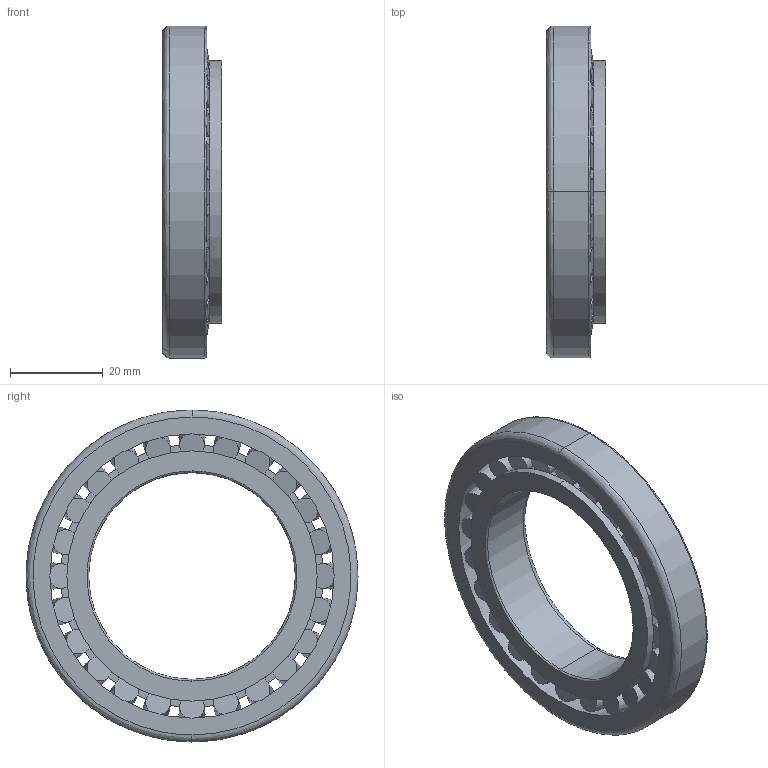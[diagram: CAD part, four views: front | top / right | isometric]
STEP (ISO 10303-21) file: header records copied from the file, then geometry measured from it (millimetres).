
FILE_DESCRIPTION (( 'STEP AP203' ), '1' );
FILE_NAME ('2158103142_Default_sldprt.STEP', '2023-01-20T01:24:49', ( '' ), ( '' ), 'SwSTEP 2.0', 'SolidWorks 2022', '' );
FILE_SCHEMA (( 'CONFIG_CONTROL_DESIGN' ));
Length unit declared in the file: inch
Products named in the file (1): 2158103142_Default_sldprt
Bounding box: 12.7 x 71.44 x 71.44 mm (x, y, z)
Surface area: 15723.5 mm2 (no closed solid volume)
Topology: 0 solids, 27 shells, 120 faces, 196 edges, 128 vertices
Faces by surface type: plane 52, cone 52, bspline 8, cylinder 8
Entity records: 3361 total; most frequent: CARTESIAN_POINT 1029, DIRECTION 542, ORIENTED_EDGE 384, AXIS2_PLACEMENT_3D 241, EDGE_CURVE 196, CIRCLE 128, VERTEX_POINT 128, EDGE_LOOP 124
